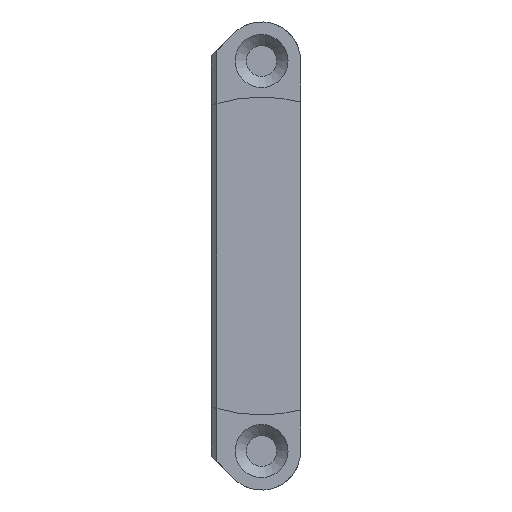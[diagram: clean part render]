
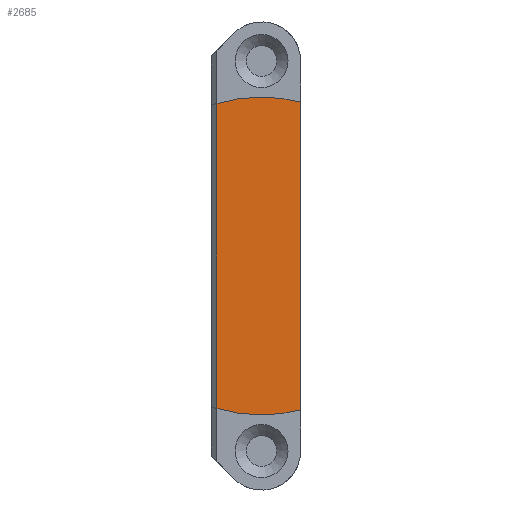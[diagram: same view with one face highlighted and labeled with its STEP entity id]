
A CAD part, left-side view. The second image highlights one B-rep face of the part: STEP entity #2685.
In plain terms, the highlighted planar face has unit normal (-1, 0, 0).
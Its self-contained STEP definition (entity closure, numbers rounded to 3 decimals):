
#585 = PLANE('',#586);
#586 = AXIS2_PLACEMENT_3D('',#587,#588,#589);
#587 = CARTESIAN_POINT('',(-10.,-3.5,-13.813));
#588 = DIRECTION('',(0.,1.,0.));
#589 = DIRECTION('',(0.,0.,1.));
#757 = CYLINDRICAL_SURFACE('',#758,14.25);
#758 = AXIS2_PLACEMENT_3D('',#759,#760,#761);
#759 = CARTESIAN_POINT('',(-28.5,0.,0.)
  );
#760 = DIRECTION('',(-1.,0.,0.));
#761 = DIRECTION('',(0.,1.,0.));
#969 = PLANE('',#970);
#970 = AXIS2_PLACEMENT_3D('',#971,#972,#973);
#971 = CARTESIAN_POINT('',(-9.75,4.25,-13.521));
#972 = DIRECTION('',(-0.707,0.707,0.)
  );
#973 = DIRECTION('',(0.,0.,-1.));
#997 = CYLINDRICAL_SURFACE('',#998,14.25);
#998 = AXIS2_PLACEMENT_3D('',#999,#1000,#1001);
#999 = CARTESIAN_POINT('',(-28.5,0.,0.)
  );
#1000 = DIRECTION('',(-1.,0.,0.));
#1001 = DIRECTION('',(0.,1.,0.));
#1480 = EDGE_CURVE('',#1481,#1483,#1485,.T.);
#1481 = VERTEX_POINT('',#1482);
#1482 = CARTESIAN_POINT('',(-10.,-3.5,-13.813));
#1483 = VERTEX_POINT('',#1484);
#1484 = CARTESIAN_POINT('',(-10.,-3.5,13.813));
#1485 = SURFACE_CURVE('',#1486,(#1490,#1497),.PCURVE_S1.);
#1486 = LINE('',#1487,#1488);
#1487 = CARTESIAN_POINT('',(-10.,-3.5,8.75));
#1488 = VECTOR('',#1489,1.);
#1489 = DIRECTION('',(0.,0.,1.));
#1490 = PCURVE('',#585,#1491);
#1491 = DEFINITIONAL_REPRESENTATION('',(#1492),#1496);
#1492 = LINE('',#1493,#1494);
#1493 = CARTESIAN_POINT('',(22.563,0.));
#1494 = VECTOR('',#1495,1.);
#1495 = DIRECTION('',(1.,0.));
#1496 = ( GEOMETRIC_REPRESENTATION_CONTEXT(2) 
PARAMETRIC_REPRESENTATION_CONTEXT() REPRESENTATION_CONTEXT('2D SPACE',''
  ) );
#1497 = PCURVE('',#1498,#1503);
#1498 = PLANE('',#1499);
#1499 = AXIS2_PLACEMENT_3D('',#1500,#1501,#1502);
#1500 = CARTESIAN_POINT('',(-10.,14.25,0.));
#1501 = DIRECTION('',(1.,0.,0.));
#1502 = DIRECTION('',(0.,1.,0.));
#1503 = DEFINITIONAL_REPRESENTATION('',(#1504),#1508);
#1504 = LINE('',#1505,#1506);
#1505 = CARTESIAN_POINT('',(-17.75,8.75));
#1506 = VECTOR('',#1507,1.);
#1507 = DIRECTION('',(0.,1.));
#1508 = ( GEOMETRIC_REPRESENTATION_CONTEXT(2) 
PARAMETRIC_REPRESENTATION_CONTEXT() REPRESENTATION_CONTEXT('2D SPACE',''
  ) );
#1783 = EDGE_CURVE('',#1481,#1784,#1786,.T.);
#1784 = VERTEX_POINT('',#1785);
#1785 = CARTESIAN_POINT('',(-10.,4.,-13.677));
#1786 = SURFACE_CURVE('',#1787,(#1792,#1799),.PCURVE_S1.);
#1787 = CIRCLE('',#1788,14.25);
#1788 = AXIS2_PLACEMENT_3D('',#1789,#1790,#1791);
#1789 = CARTESIAN_POINT('',(-10.,0.,0.)
  );
#1790 = DIRECTION('',(1.,0.,0.));
#1791 = DIRECTION('',(0.,1.,0.));
#1792 = PCURVE('',#757,#1793);
#1793 = DEFINITIONAL_REPRESENTATION('',(#1794),#1798);
#1794 = LINE('',#1795,#1796);
#1795 = CARTESIAN_POINT('',(-0.,-18.5));
#1796 = VECTOR('',#1797,1.);
#1797 = DIRECTION('',(-1.,0.));
#1798 = ( GEOMETRIC_REPRESENTATION_CONTEXT(2) 
PARAMETRIC_REPRESENTATION_CONTEXT() REPRESENTATION_CONTEXT('2D SPACE',''
  ) );
#1799 = PCURVE('',#1498,#1800);
#1800 = DEFINITIONAL_REPRESENTATION('',(#1801),#1805);
#1801 = CIRCLE('',#1802,14.25);
#1802 = AXIS2_PLACEMENT_2D('',#1803,#1804);
#1803 = CARTESIAN_POINT('',(-14.25,0.));
#1804 = DIRECTION('',(1.,0.));
#1805 = ( GEOMETRIC_REPRESENTATION_CONTEXT(2) 
PARAMETRIC_REPRESENTATION_CONTEXT() REPRESENTATION_CONTEXT('2D SPACE',''
  ) );
#1899 = VERTEX_POINT('',#1900);
#1900 = CARTESIAN_POINT('',(-10.,4.,13.677));
#1932 = EDGE_CURVE('',#1784,#1899,#1933,.T.);
#1933 = SURFACE_CURVE('',#1934,(#1938,#1945),.PCURVE_S1.);
#1934 = LINE('',#1935,#1936);
#1935 = CARTESIAN_POINT('',(-10.,4.,-13.521));
#1936 = VECTOR('',#1937,1.);
#1937 = DIRECTION('',(0.,0.,1.));
#1938 = PCURVE('',#969,#1939);
#1939 = DEFINITIONAL_REPRESENTATION('',(#1940),#1944);
#1940 = LINE('',#1941,#1942);
#1941 = CARTESIAN_POINT('',(0.,0.354));
#1942 = VECTOR('',#1943,1.);
#1943 = DIRECTION('',(-1.,0.));
#1944 = ( GEOMETRIC_REPRESENTATION_CONTEXT(2) 
PARAMETRIC_REPRESENTATION_CONTEXT() REPRESENTATION_CONTEXT('2D SPACE',''
  ) );
#1945 = PCURVE('',#1498,#1946);
#1946 = DEFINITIONAL_REPRESENTATION('',(#1947),#1951);
#1947 = LINE('',#1948,#1949);
#1948 = CARTESIAN_POINT('',(-10.25,-13.521));
#1949 = VECTOR('',#1950,1.);
#1950 = DIRECTION('',(0.,1.));
#1951 = ( GEOMETRIC_REPRESENTATION_CONTEXT(2) 
PARAMETRIC_REPRESENTATION_CONTEXT() REPRESENTATION_CONTEXT('2D SPACE',''
  ) );
#1956 = EDGE_CURVE('',#1899,#1483,#1957,.T.);
#1957 = SURFACE_CURVE('',#1958,(#1963,#1970),.PCURVE_S1.);
#1958 = CIRCLE('',#1959,14.25);
#1959 = AXIS2_PLACEMENT_3D('',#1960,#1961,#1962);
#1960 = CARTESIAN_POINT('',(-10.,0.,0.)
  );
#1961 = DIRECTION('',(1.,0.,0.));
#1962 = DIRECTION('',(0.,1.,0.));
#1963 = PCURVE('',#997,#1964);
#1964 = DEFINITIONAL_REPRESENTATION('',(#1965),#1969);
#1965 = LINE('',#1966,#1967);
#1966 = CARTESIAN_POINT('',(-0.,-18.5));
#1967 = VECTOR('',#1968,1.);
#1968 = DIRECTION('',(-1.,0.));
#1969 = ( GEOMETRIC_REPRESENTATION_CONTEXT(2) 
PARAMETRIC_REPRESENTATION_CONTEXT() REPRESENTATION_CONTEXT('2D SPACE',''
  ) );
#1970 = PCURVE('',#1498,#1971);
#1971 = DEFINITIONAL_REPRESENTATION('',(#1972),#1976);
#1972 = CIRCLE('',#1973,14.25);
#1973 = AXIS2_PLACEMENT_2D('',#1974,#1975);
#1974 = CARTESIAN_POINT('',(-14.25,0.));
#1975 = DIRECTION('',(1.,0.));
#1976 = ( GEOMETRIC_REPRESENTATION_CONTEXT(2) 
PARAMETRIC_REPRESENTATION_CONTEXT() REPRESENTATION_CONTEXT('2D SPACE',''
  ) );
#2685 = ADVANCED_FACE('',(#2686),#1498,.F.);
#2686 = FACE_BOUND('',#2687,.T.);
#2687 = EDGE_LOOP('',(#2688,#2689,#2690,#2691));
#2688 = ORIENTED_EDGE('',*,*,#1783,.F.);
#2689 = ORIENTED_EDGE('',*,*,#1480,.T.);
#2690 = ORIENTED_EDGE('',*,*,#1956,.F.);
#2691 = ORIENTED_EDGE('',*,*,#1932,.F.);
